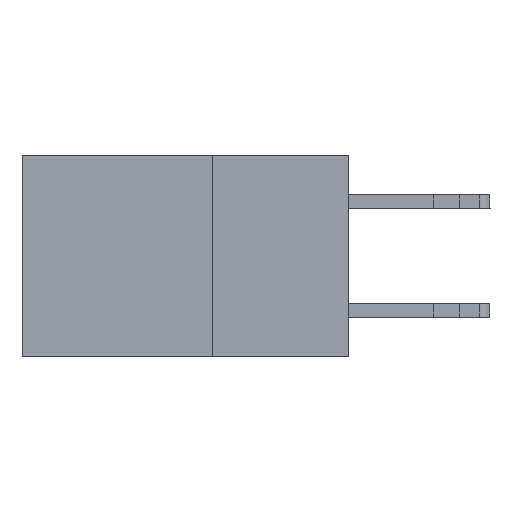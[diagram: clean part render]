
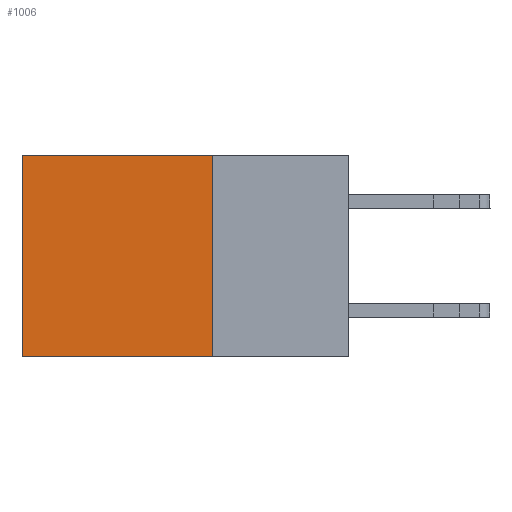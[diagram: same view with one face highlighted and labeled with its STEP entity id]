
A CAD part, left-side view. The second image highlights one B-rep face of the part: STEP entity #1006.
In plain terms, the highlighted planar face has unit normal (-1, 0, 0).
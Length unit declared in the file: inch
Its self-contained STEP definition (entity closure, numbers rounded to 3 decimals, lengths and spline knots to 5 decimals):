
#89 = CARTESIAN_POINT ( 'NONE',  ( 0.2615, 0.6, -0.37 ) ) ;
#1006 = ADVANCED_FACE ( 'NONE', ( #13696 ), #11331, .F. ) ;
#1512 = AXIS2_PLACEMENT_3D ( 'NONE', #6943, #3461, #4786 ) ;
#1593 = CARTESIAN_POINT ( 'NONE',  ( 0.2615, 0.25, 0. ) ) ;
#1722 = VERTEX_POINT ( 'NONE', #89 ) ;
#2073 = ORIENTED_EDGE ( 'NONE', *, *, #14358, .T. ) ;
#2395 = DIRECTION ( 'NONE',  ( 0., 0., -1. ) ) ;
#2555 = ORIENTED_EDGE ( 'NONE', *, *, #8434, .F. ) ;
#2877 = VERTEX_POINT ( 'NONE', #9600 ) ;
#3461 = DIRECTION ( 'NONE',  ( 1., 0., 0. ) ) ;
#3489 = LINE ( 'NONE', #8011, #5411 ) ;
#3575 = CARTESIAN_POINT ( 'NONE',  ( 0.2615, 0.6, -0.37 ) ) ;
#4681 = DIRECTION ( 'NONE',  ( 0., 0., -1. ) ) ;
#4786 = DIRECTION ( 'NONE',  ( 0., 0., -1. ) ) ;
#5411 = VECTOR ( 'NONE', #2395, 39.37008 ) ;
#5487 = EDGE_CURVE ( 'NONE', #2877, #1722, #9941, .T. ) ;
#5598 = ORIENTED_EDGE ( 'NONE', *, *, #7886, .T. ) ;
#6024 = LINE ( 'NONE', #3575, #9654 ) ;
#6170 = LINE ( 'NONE', #1593, #7848 ) ;
#6943 = CARTESIAN_POINT ( 'NONE',  ( 0.2615, 0.25, -0.37 ) ) ;
#7140 = DIRECTION ( 'NONE',  ( 0., 1., 0. ) ) ;
#7558 = ORIENTED_EDGE ( 'NONE', *, *, #5487, .F. ) ;
#7848 = VECTOR ( 'NONE', #7140, 39.37008 ) ;
#7886 = EDGE_CURVE ( 'NONE', #13317, #1722, #6024, .T. ) ;
#8011 = CARTESIAN_POINT ( 'NONE',  ( 0.2615, 0.25, -0.37 ) ) ;
#8434 = EDGE_CURVE ( 'NONE', #14551, #2877, #3489, .T. ) ;
#9600 = CARTESIAN_POINT ( 'NONE',  ( 0.2615, 0.25, -0.37 ) ) ;
#9654 = VECTOR ( 'NONE', #4681, 39.37008 ) ;
#9941 = LINE ( 'NONE', #11198, #10344 ) ;
#10344 = VECTOR ( 'NONE', #12231, 39.37008 ) ;
#10936 = CARTESIAN_POINT ( 'NONE',  ( 0.2615, 0.25, 0. ) ) ;
#11198 = CARTESIAN_POINT ( 'NONE',  ( 0.2615, 0.25, -0.37 ) ) ;
#11224 = EDGE_LOOP ( 'NONE', ( #5598, #7558, #2555, #2073 ) ) ;
#11226 = CARTESIAN_POINT ( 'NONE',  ( 0.2615, 0.6, 0. ) ) ;
#11331 = PLANE ( 'NONE',  #1512 ) ;
#12231 = DIRECTION ( 'NONE',  ( 0., 1., 0. ) ) ;
#13317 = VERTEX_POINT ( 'NONE', #11226 ) ;
#13696 = FACE_OUTER_BOUND ( 'NONE', #11224, .T. ) ;
#14358 = EDGE_CURVE ( 'NONE', #14551, #13317, #6170, .T. ) ;
#14551 = VERTEX_POINT ( 'NONE', #10936 ) ;
